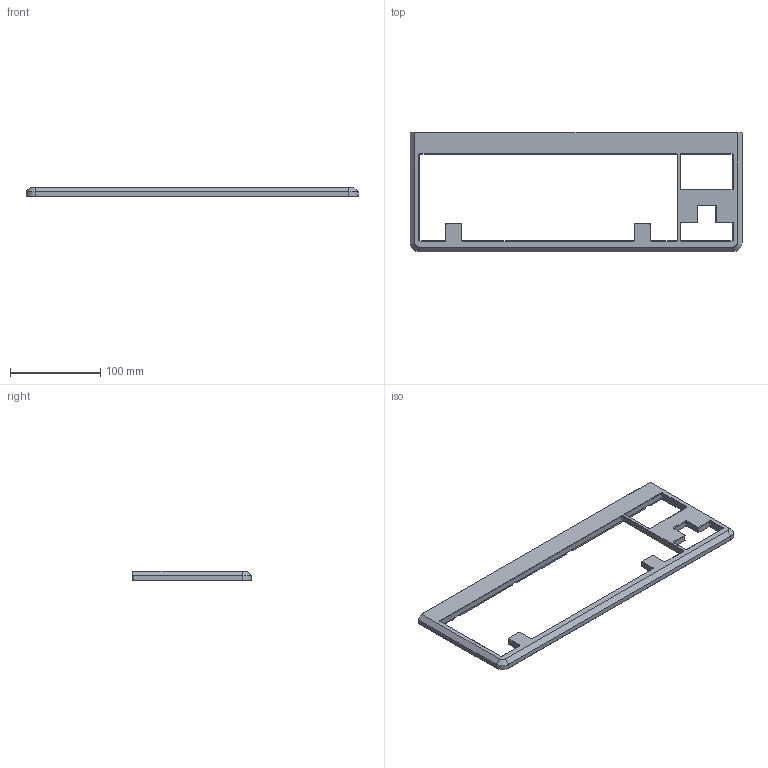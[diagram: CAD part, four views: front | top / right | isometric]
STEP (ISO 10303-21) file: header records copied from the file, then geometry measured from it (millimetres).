
FILE_DESCRIPTION(/* description */ (''),/* implementation_level */ '2;1');
FILE_NAME(/* name */ 'SI FRL - Top (WKL) v2.step',/* time_stamp */ '2022-09-13T11:25:23+08:00',/* author */ (''),/* organization */ (''),/* preprocessor_version */ 'ST-DEVELOPER v19',/* originating_system */ 'Autodesk Translation Framework v11.7.0.108',/* authorisation */ '');
FILE_SCHEMA (('AUTOMOTIVE_DESIGN { 1 0 10303 214 3 1 1 }'));
Length unit declared in the file: millimetre
Products named in the file (1): SI FRL Case
Bounding box: 368.66 x 132.25 x 10.5 mm (x, y, z)
Volume: 163299.3 mm3; surface area: 56763.2 mm2
Topology: 1 solids, 1 shells, 395 faces, 1066 edges, 685 vertices
Faces by surface type: plane 144, bspline 107, cylinder 97, cone 47
Full cylindrical faces by diameter (mm): 2.075 x9, 2.529 x8
Entity records: 12525 total; most frequent: CARTESIAN_POINT 3521, ORIENTED_EDGE 2098, DIRECTION 1637, EDGE_CURVE 1049, VERTEX_POINT 685, LINE 611, VECTOR 611, AXIS2_PLACEMENT_3D 513
